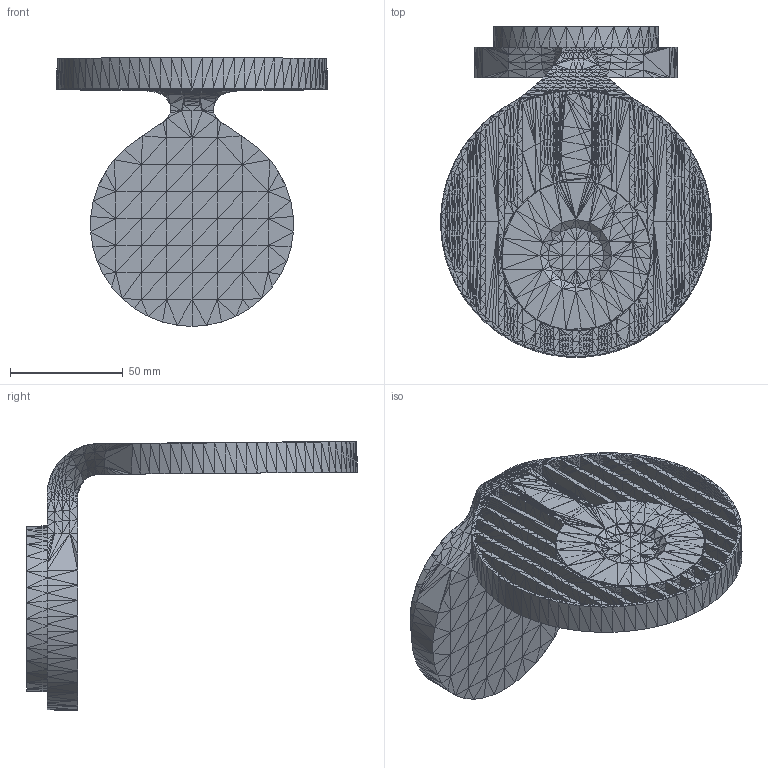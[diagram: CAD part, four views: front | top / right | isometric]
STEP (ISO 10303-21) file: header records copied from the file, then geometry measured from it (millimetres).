
FILE_DESCRIPTION(/* description */ (''),/* implementation_level */ '2;1');
FILE_NAME(/* name */ 'rea',/* time_stamp */ '2016-02-18T19:14:28+01:00',/* author */ (''),/* organization */ (''),/* preprocessor_version */ 'ST-DEVELOPER v15',/* originating_system */ '',/* authorisation */ '');
FILE_SCHEMA (('AUTOMOTIVE_DESIGN'));
Products named in the file (1): Document
Bounding box: 119.96 x 146.6 x 119.13 mm (x, y, z)
Volume: 214.5 mm3; surface area: 81971.3 mm2
Topology: 1 solids, 2 shells, 6308 faces, 9535 edges, 3200 vertices
Faces by surface type: bspline 5799, plane 509
Entity records: 113455 total; most frequent: CARTESIAN_POINT 45978, ORIENTED_EDGE 18924, EDGE_CURVE 9535, B_SPLINE_CURVE_WITH_KNOTS 9535, ADVANCED_FACE 6308, FACE_OUTER_BOUND 6308, EDGE_LOOP 6308, B_SPLINE_SURFACE_WITH_KNOTS 5799
